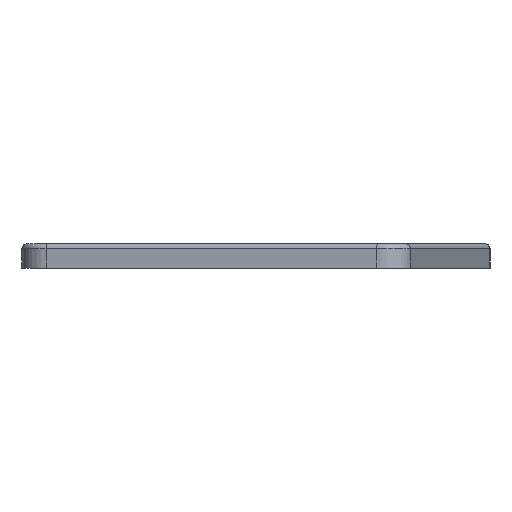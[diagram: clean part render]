
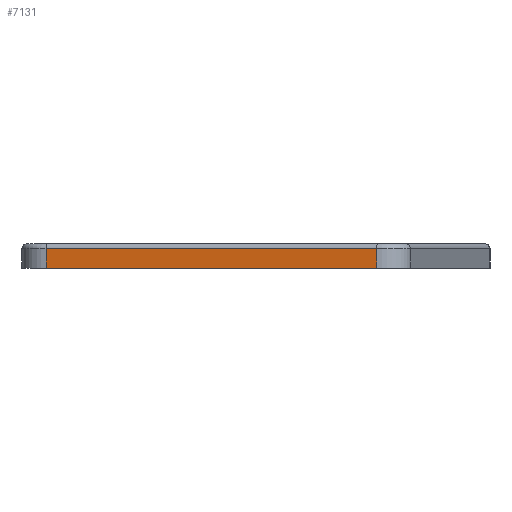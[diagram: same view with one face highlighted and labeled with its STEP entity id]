
A CAD part, left-side view. The second image highlights one B-rep face of the part: STEP entity #7131.
In plain terms, the highlighted planar face has unit normal (-0.985, 0.174, 0).
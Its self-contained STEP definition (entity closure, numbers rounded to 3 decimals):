
#451=PLANE('',#7861);
#805=FACE_OUTER_BOUND('',#1203,.T.);
#1203=EDGE_LOOP('',(#6435,#6436,#6437,#6438));
#1426=LINE('',#10710,#2104);
#1430=LINE('',#10734,#2108);
#1925=LINE('',#12053,#2603);
#1926=LINE('',#12056,#2604);
#2104=VECTOR('',#8452,10.);
#2108=VECTOR('',#8484,10.);
#2603=VECTOR('',#9967,10.);
#2604=VECTOR('',#9972,10.);
#3317=VERTEX_POINT('',#10704);
#3318=VERTEX_POINT('',#10708);
#3324=VERTEX_POINT('',#10732);
#3654=VERTEX_POINT('',#12052);
#4021=EDGE_CURVE('',#3317,#3318,#1426,.T.);
#4033=EDGE_CURVE('',#3324,#3317,#1430,.T.);
#4692=EDGE_CURVE('',#3654,#3318,#1925,.T.);
#4694=EDGE_CURVE('',#3654,#3324,#1926,.T.);
#6435=ORIENTED_EDGE('',*,*,#4021,.F.);
#6436=ORIENTED_EDGE('',*,*,#4033,.F.);
#6437=ORIENTED_EDGE('',*,*,#4694,.F.);
#6438=ORIENTED_EDGE('',*,*,#4692,.T.);
#7131=ADVANCED_FACE('',(#805),#451,.T.);
#7861=AXIS2_PLACEMENT_3D('',#12055,#9970,#9971);
#8452=DIRECTION('',(-0.174,-0.985,0.));
#8484=DIRECTION('',(0.,0.,1.));
#9967=DIRECTION('',(0.,0.,1.));
#9970=DIRECTION('center_axis',(-0.985,0.174,0.));
#9971=DIRECTION('ref_axis',(-0.174,-0.985,0.));
#9972=DIRECTION('',(0.174,0.985,0.));
#10704=CARTESIAN_POINT('',(-144.283,32.857,2.));
#10708=CARTESIAN_POINT('',(-150.271,-1.101,2.));
#10710=CARTESIAN_POINT('',(-145.348,26.82,2.));
#10732=CARTESIAN_POINT('',(-144.283,32.857,0.));
#10734=CARTESIAN_POINT('',(-144.283,32.857,0.));
#12052=CARTESIAN_POINT('',(-150.271,-1.101,0.));
#12053=CARTESIAN_POINT('',(-150.271,-1.101,0.));
#12055=CARTESIAN_POINT('Origin',(-144.283,32.857,0.));
#12056=CARTESIAN_POINT('',(-150.271,-1.101,0.));
